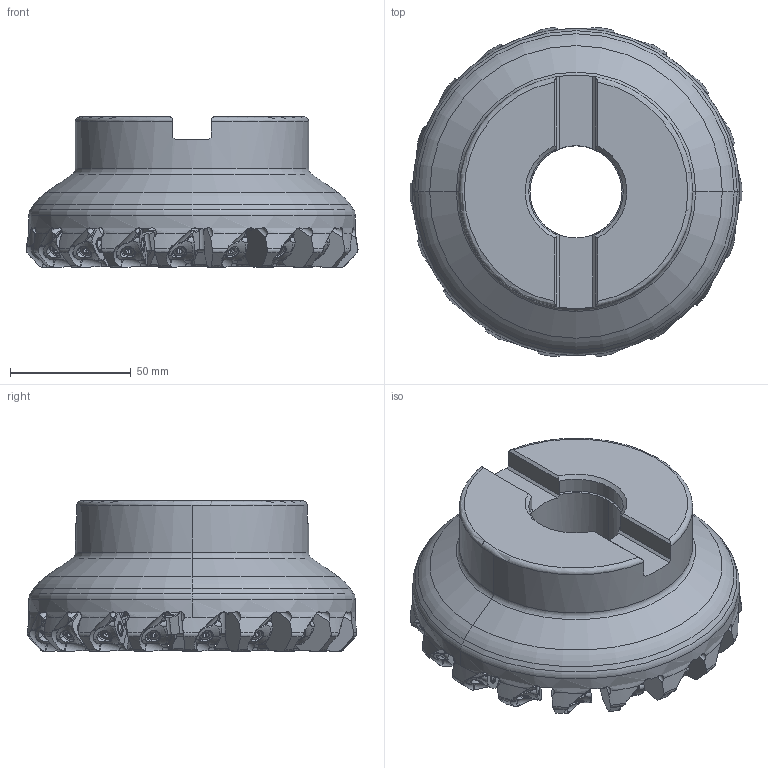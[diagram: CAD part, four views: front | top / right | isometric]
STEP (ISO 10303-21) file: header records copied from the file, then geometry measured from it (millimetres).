
FILE_DESCRIPTION(/* description */ (''),/* implementation_level */ '2;1');
FILE_NAME(/* name */ 'AHX640WR0518E.stp',/* time_stamp */ '2018-01-09T17:38:07+09:00',/* author */ (''),/* organization */ (''),/* preprocessor_version */ 'ST-DEVELOPER v16',/* originating_system */ 'SIEMENS PLM Software NX 10.0',/* authorisation */ '');
FILE_SCHEMA (('AUTOMOTIVE_DESIGN { 1 0 10303 214 3 1 1 1 }'));
Products named in the file (1): AHX640WR0518E_ASM
Bounding box: 137.35 x 136.32 x 62.33 mm (x, y, z)
Volume: 441327.6 mm3; surface area: 93050.4 mm2
Topology: 37 solids, 37 shells, 2824 faces, 7731 edges, 4891 vertices
Faces by surface type: cylinder 1072, plane 702, cone 514, torus 392, sphere 144
Entity records: 109411 total; most frequent: CARTESIAN_POINT 39152, ORIENTED_EDGE 15174, DIRECTION 14293, EDGE_CURVE 7587, AXIS2_PLACEMENT_3D 5936, VERTEX_POINT 4891, EDGE_LOOP 2916, ADVANCED_FACE 2824
